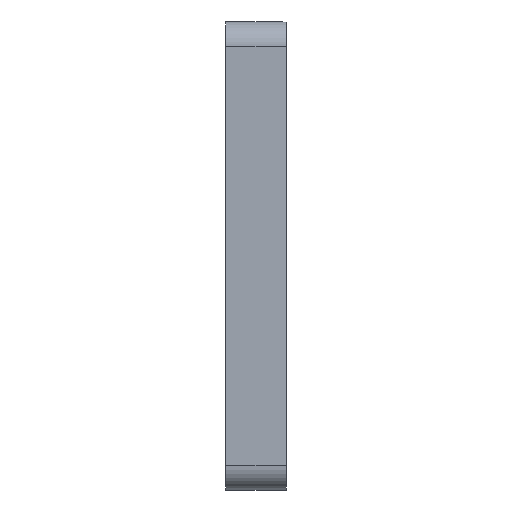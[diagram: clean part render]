
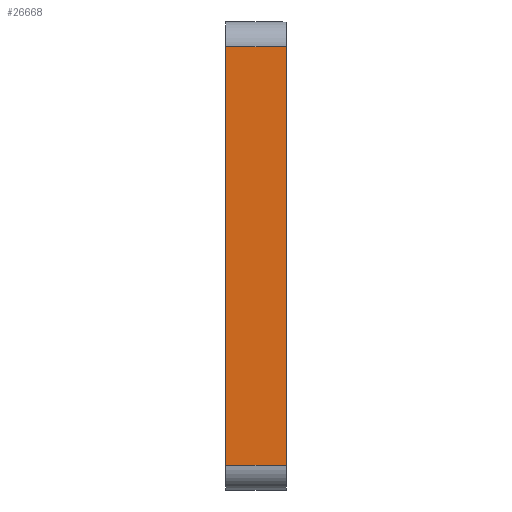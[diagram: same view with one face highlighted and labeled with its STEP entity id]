
A CAD part, left-side view. The second image highlights one B-rep face of the part: STEP entity #26668.
In plain terms, the highlighted planar face has unit normal (-1, 0, 0).
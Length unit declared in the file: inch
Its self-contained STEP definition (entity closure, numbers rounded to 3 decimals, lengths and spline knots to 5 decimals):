
#18227 = VERTEX_POINT ( 'NONE', #20954 ) ;
#18581 = EDGE_CURVE ( 'NONE', #18781, #18227, #21018, .T. ) ;
#18781 = VERTEX_POINT ( 'NONE', #21008 ) ;
#20954 = CARTESIAN_POINT ( 'NONE',  ( -11.36987, 0., -7.90529 ) ) ;
#21008 = CARTESIAN_POINT ( 'NONE',  ( -11.36987, 0., 7.90529 ) ) ;
#21009 = DIRECTION ( 'NONE',  ( 0., 0., -1. ) ) ;
#21010 = VECTOR ( 'NONE', #21009, 39.37008 ) ;
#21017 = CARTESIAN_POINT ( 'NONE',  ( -11.36987, 0., 7.90529 ) ) ;
#21018 = LINE ( 'NONE', #21017, #21010 ) ;
#21193 = CARTESIAN_POINT ( 'NONE',  ( -11.36987, 2.29, 7.90529 ) ) ;
#22061 = DIRECTION ( 'NONE',  ( 0., 0., -1. ) ) ;
#22062 = VECTOR ( 'NONE', #22061, 39.37008 ) ;
#22071 = CARTESIAN_POINT ( 'NONE',  ( -11.36987, 2.29, 7.90529 ) ) ;
#22072 = LINE ( 'NONE', #22071, #22062 ) ;
#22106 = CARTESIAN_POINT ( 'NONE',  ( -11.36987, 2.29, -7.90529 ) ) ;
#22298 = DIRECTION ( 'NONE',  ( 0., -1., 0. ) ) ;
#22299 = VECTOR ( 'NONE', #22298, 39.37008 ) ;
#22300 = CARTESIAN_POINT ( 'NONE',  ( -11.36987, 31.33784, 7.90529 ) ) ;
#22301 = LINE ( 'NONE', #22300, #22299 ) ;
#22313 = DIRECTION ( 'NONE',  ( 0., -1., 0. ) ) ;
#22314 = VECTOR ( 'NONE', #22313, 39.37008 ) ;
#22315 = CARTESIAN_POINT ( 'NONE',  ( -11.36987, 31.33784, -7.90529 ) ) ;
#22316 = LINE ( 'NONE', #22315, #22314 ) ;
#23187 = PLANE ( 'NONE',  #23225 ) ;
#23188 = FACE_OUTER_BOUND ( 'NONE', #26599, .T. ) ;
#23222 = DIRECTION ( 'NONE',  ( 0., 0., 1. ) ) ;
#23223 = DIRECTION ( 'NONE',  ( -1., 0., 0. ) ) ;
#23224 = CARTESIAN_POINT ( 'NONE',  ( -11.36987, 31.33784, 7.90529 ) ) ;
#23225 = AXIS2_PLACEMENT_3D ( 'NONE', #23224, #23223, #23222 ) ;
#25757 = VERTEX_POINT ( 'NONE', #21193 ) ;
#26157 = EDGE_CURVE ( 'NONE', #25757, #26163, #22072, .T. ) ;
#26163 = VERTEX_POINT ( 'NONE', #22106 ) ;
#26246 = EDGE_CURVE ( 'NONE', #26163, #18227, #22316, .T. ) ;
#26249 = EDGE_CURVE ( 'NONE', #25757, #18781, #22301, .T. ) ;
#26250 = ORIENTED_EDGE ( 'NONE', *, *, #26246, .T. ) ;
#26251 = ORIENTED_EDGE ( 'NONE', *, *, #18581, .F. ) ;
#26252 = ORIENTED_EDGE ( 'NONE', *, *, #26157, .T. ) ;
#26262 = ORIENTED_EDGE ( 'NONE', *, *, #26249, .F. ) ;
#26599 = EDGE_LOOP ( 'NONE', ( #26262, #26252, #26250, #26251 ) ) ;
#26668 = ADVANCED_FACE ( 'NONE', ( #23188 ), #23187, .T. ) ;
